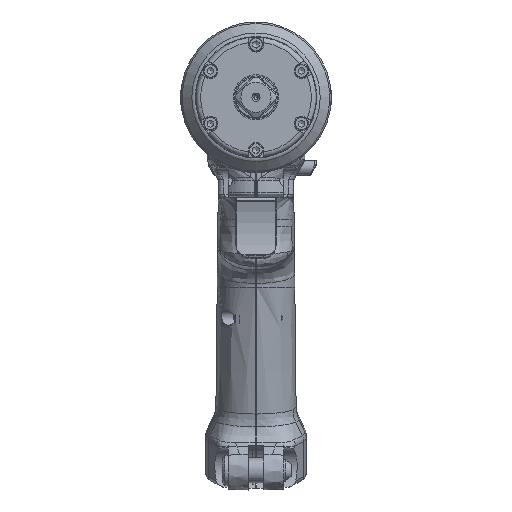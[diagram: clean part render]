
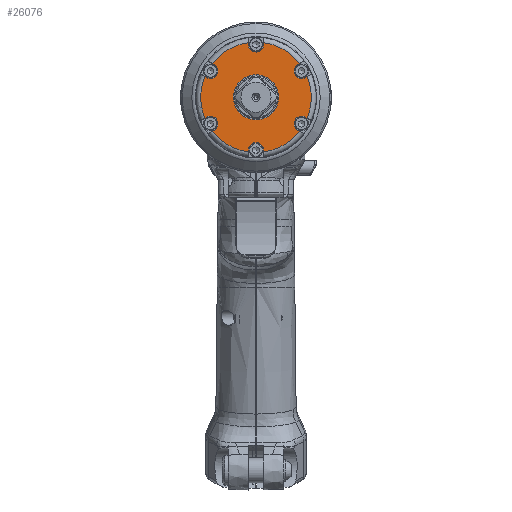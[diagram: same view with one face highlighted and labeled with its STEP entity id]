
A CAD part, left-side view. The second image highlights one B-rep face of the part: STEP entity #26076.
In plain terms, the highlighted planar face has unit normal (-1, 0, 0).
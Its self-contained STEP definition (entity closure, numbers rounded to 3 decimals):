
#1965=LINE('',#42356,#3574);
#1966=LINE('',#42360,#3575);
#1967=LINE('',#42364,#3576);
#1968=LINE('',#42368,#3577);
#1969=LINE('',#42372,#3578);
#1970=LINE('',#42376,#3579);
#1971=LINE('',#42380,#3580);
#1972=LINE('',#42384,#3581);
#1973=LINE('',#42388,#3582);
#1974=LINE('',#42392,#3583);
#1975=LINE('',#42396,#3584);
#1976=LINE('',#42400,#3585);
#3574=VECTOR('',#33536,10.);
#3575=VECTOR('',#33539,10.);
#3576=VECTOR('',#33542,10.);
#3577=VECTOR('',#33545,10.);
#3578=VECTOR('',#33548,10.);
#3579=VECTOR('',#33551,10.);
#3580=VECTOR('',#33554,10.);
#3581=VECTOR('',#33557,10.);
#3582=VECTOR('',#33560,10.);
#3583=VECTOR('',#33563,10.);
#3584=VECTOR('',#33566,10.);
#3585=VECTOR('',#33569,10.);
#4995=PLANE('',#28476);
#5926=FACE_BOUND('',#8694,.T.);
#6899=FACE_OUTER_BOUND('',#8693,.T.);
#8693=EDGE_LOOP('',(#20268,#20269,#20270,#20271,#20272,#20273,#20274,#20275,
#20276,#20277,#20278,#20279,#20280,#20281,#20282,#20283,#20284,#20285,#20286,
#20287,#20288,#20289,#20290,#20291));
#8694=EDGE_LOOP('',(#20292));
#10167=CIRCLE('',#28475,9.);
#10168=CIRCLE('',#28477,22.);
#10169=CIRCLE('',#28478,3.);
#10170=CIRCLE('',#28479,22.);
#10171=CIRCLE('',#28480,3.);
#10172=CIRCLE('',#28481,22.);
#10173=CIRCLE('',#28482,3.);
#10174=CIRCLE('',#28483,22.);
#10175=CIRCLE('',#28484,3.);
#10176=CIRCLE('',#28485,22.);
#10177=CIRCLE('',#28486,3.);
#10178=CIRCLE('',#28487,22.);
#10179=CIRCLE('',#28488,3.);
#11796=VERTEX_POINT('',#42351);
#11797=VERTEX_POINT('',#42354);
#11798=VERTEX_POINT('',#42355);
#11799=VERTEX_POINT('',#42357);
#11800=VERTEX_POINT('',#42359);
#11801=VERTEX_POINT('',#42361);
#11802=VERTEX_POINT('',#42363);
#11803=VERTEX_POINT('',#42365);
#11804=VERTEX_POINT('',#42367);
#11805=VERTEX_POINT('',#42369);
#11806=VERTEX_POINT('',#42371);
#11807=VERTEX_POINT('',#42373);
#11808=VERTEX_POINT('',#42375);
#11809=VERTEX_POINT('',#42377);
#11810=VERTEX_POINT('',#42379);
#11811=VERTEX_POINT('',#42381);
#11812=VERTEX_POINT('',#42383);
#11813=VERTEX_POINT('',#42385);
#11814=VERTEX_POINT('',#42387);
#11815=VERTEX_POINT('',#42389);
#11816=VERTEX_POINT('',#42391);
#11817=VERTEX_POINT('',#42393);
#11818=VERTEX_POINT('',#42395);
#11819=VERTEX_POINT('',#42397);
#11820=VERTEX_POINT('',#42399);
#14814=EDGE_CURVE('',#11796,#11796,#10167,.T.);
#14815=EDGE_CURVE('',#11797,#11798,#1965,.T.);
#14816=EDGE_CURVE('',#11799,#11798,#10168,.T.);
#14817=EDGE_CURVE('',#11799,#11800,#1966,.T.);
#14818=EDGE_CURVE('',#11800,#11801,#10169,.T.);
#14819=EDGE_CURVE('',#11801,#11802,#1967,.T.);
#14820=EDGE_CURVE('',#11803,#11802,#10170,.T.);
#14821=EDGE_CURVE('',#11803,#11804,#1968,.T.);
#14822=EDGE_CURVE('',#11804,#11805,#10171,.T.);
#14823=EDGE_CURVE('',#11805,#11806,#1969,.T.);
#14824=EDGE_CURVE('',#11807,#11806,#10172,.T.);
#14825=EDGE_CURVE('',#11807,#11808,#1970,.T.);
#14826=EDGE_CURVE('',#11808,#11809,#10173,.T.);
#14827=EDGE_CURVE('',#11809,#11810,#1971,.T.);
#14828=EDGE_CURVE('',#11811,#11810,#10174,.T.);
#14829=EDGE_CURVE('',#11811,#11812,#1972,.T.);
#14830=EDGE_CURVE('',#11812,#11813,#10175,.T.);
#14831=EDGE_CURVE('',#11813,#11814,#1973,.T.);
#14832=EDGE_CURVE('',#11815,#11814,#10176,.T.);
#14833=EDGE_CURVE('',#11815,#11816,#1974,.T.);
#14834=EDGE_CURVE('',#11816,#11817,#10177,.T.);
#14835=EDGE_CURVE('',#11817,#11818,#1975,.T.);
#14836=EDGE_CURVE('',#11819,#11818,#10178,.T.);
#14837=EDGE_CURVE('',#11819,#11820,#1976,.T.);
#14838=EDGE_CURVE('',#11820,#11797,#10179,.T.);
#20268=ORIENTED_EDGE('',*,*,#14815,.T.);
#20269=ORIENTED_EDGE('',*,*,#14816,.F.);
#20270=ORIENTED_EDGE('',*,*,#14817,.T.);
#20271=ORIENTED_EDGE('',*,*,#14818,.T.);
#20272=ORIENTED_EDGE('',*,*,#14819,.T.);
#20273=ORIENTED_EDGE('',*,*,#14820,.F.);
#20274=ORIENTED_EDGE('',*,*,#14821,.T.);
#20275=ORIENTED_EDGE('',*,*,#14822,.T.);
#20276=ORIENTED_EDGE('',*,*,#14823,.T.);
#20277=ORIENTED_EDGE('',*,*,#14824,.F.);
#20278=ORIENTED_EDGE('',*,*,#14825,.T.);
#20279=ORIENTED_EDGE('',*,*,#14826,.T.);
#20280=ORIENTED_EDGE('',*,*,#14827,.T.);
#20281=ORIENTED_EDGE('',*,*,#14828,.F.);
#20282=ORIENTED_EDGE('',*,*,#14829,.T.);
#20283=ORIENTED_EDGE('',*,*,#14830,.T.);
#20284=ORIENTED_EDGE('',*,*,#14831,.T.);
#20285=ORIENTED_EDGE('',*,*,#14832,.F.);
#20286=ORIENTED_EDGE('',*,*,#14833,.T.);
#20287=ORIENTED_EDGE('',*,*,#14834,.T.);
#20288=ORIENTED_EDGE('',*,*,#14835,.T.);
#20289=ORIENTED_EDGE('',*,*,#14836,.F.);
#20290=ORIENTED_EDGE('',*,*,#14837,.T.);
#20291=ORIENTED_EDGE('',*,*,#14838,.T.);
#20292=ORIENTED_EDGE('',*,*,#14814,.T.);
#26076=ADVANCED_FACE('',(#6899,#5926),#4995,.T.);
#28475=AXIS2_PLACEMENT_3D('',#42352,#33532,#33533);
#28476=AXIS2_PLACEMENT_3D('',#42353,#33534,#33535);
#28477=AXIS2_PLACEMENT_3D('',#42358,#33537,#33538);
#28478=AXIS2_PLACEMENT_3D('',#42362,#33540,#33541);
#28479=AXIS2_PLACEMENT_3D('',#42366,#33543,#33544);
#28480=AXIS2_PLACEMENT_3D('',#42370,#33546,#33547);
#28481=AXIS2_PLACEMENT_3D('',#42374,#33549,#33550);
#28482=AXIS2_PLACEMENT_3D('',#42378,#33552,#33553);
#28483=AXIS2_PLACEMENT_3D('',#42382,#33555,#33556);
#28484=AXIS2_PLACEMENT_3D('',#42386,#33558,#33559);
#28485=AXIS2_PLACEMENT_3D('',#42390,#33561,#33562);
#28486=AXIS2_PLACEMENT_3D('',#42394,#33564,#33565);
#28487=AXIS2_PLACEMENT_3D('',#42398,#33567,#33568);
#28488=AXIS2_PLACEMENT_3D('',#42401,#33570,#33571);
#33532=DIRECTION('center_axis',(1.,0.,0.));
#33533=DIRECTION('ref_axis',(0.,0.,
-1.));
#33534=DIRECTION('center_axis',(-1.,0.,0.));
#33535=DIRECTION('ref_axis',(0.,0.,1.));
#33536=DIRECTION('',(0.,0.866,0.5));
#33537=DIRECTION('center_axis',(1.,0.,0.));
#33538=DIRECTION('ref_axis',(0.,-1.,0.));
#33539=DIRECTION('',(0.,-0.866,0.5));
#33540=DIRECTION('center_axis',(1.,0.,0.));
#33541=DIRECTION('ref_axis',(0.,-0.5,-0.866));
#33542=DIRECTION('',(0.,0.866,-0.5));
#33543=DIRECTION('center_axis',(1.,0.,0.));
#33544=DIRECTION('ref_axis',(0.,-1.,0.));
#33545=DIRECTION('',(0.,0.,1.));
#33546=DIRECTION('center_axis',(1.,0.,0.));
#33547=DIRECTION('ref_axis',(0.,-1.,0.));
#33548=DIRECTION('',(0.,0.,-1.));
#33549=DIRECTION('center_axis',(1.,0.,0.));
#33550=DIRECTION('ref_axis',(0.,-1.,0.));
#33551=DIRECTION('',(0.,0.866,0.5));
#33552=DIRECTION('center_axis',(1.,0.,0.));
#33553=DIRECTION('ref_axis',(0.,-0.5,0.866));
#33554=DIRECTION('',(0.,-0.866,-0.5));
#33555=DIRECTION('center_axis',(1.,0.,0.));
#33556=DIRECTION('ref_axis',(0.,-1.,0.));
#33557=DIRECTION('',(0.,0.866,-0.5));
#33558=DIRECTION('center_axis',(1.,0.,0.));
#33559=DIRECTION('ref_axis',(0.,0.5,0.866));
#33560=DIRECTION('',(0.,-0.866,0.5));
#33561=DIRECTION('center_axis',(1.,0.,0.));
#33562=DIRECTION('ref_axis',(0.,-1.,0.));
#33563=DIRECTION('',(0.,0.,-1.));
#33564=DIRECTION('center_axis',(1.,0.,0.));
#33565=DIRECTION('ref_axis',(0.,1.,0.));
#33566=DIRECTION('',(0.,0.,1.));
#33567=DIRECTION('center_axis',(1.,0.,0.));
#33568=DIRECTION('ref_axis',(0.,-1.,0.));
#33569=DIRECTION('',(0.,-0.866,-0.5));
#33570=DIRECTION('center_axis',(1.,0.,0.));
#33571=DIRECTION('ref_axis',(0.,0.5,-0.866));
#42351=CARTESIAN_POINT('',(-116.,9.,0.));
#42352=CARTESIAN_POINT('Origin',(-116.,0.,0.));
#42353=CARTESIAN_POINT('Origin',(-116.,24.,0.));
#42354=CARTESIAN_POINT('',(-116.,19.691,7.904));
#42355=CARTESIAN_POINT('',(-116.,20.375,8.299));
#42356=CARTESIAN_POINT('',(-116.,19.595,7.849));
#42357=CARTESIAN_POINT('',(-116.,20.375,-8.299));
#42358=CARTESIAN_POINT('Origin',(-116.,0.,0.));
#42359=CARTESIAN_POINT('',(-116.,19.691,-7.904));
#42360=CARTESIAN_POINT('',(-116.,20.811,-8.551));
#42361=CARTESIAN_POINT('',(-116.,16.691,-13.101));
#42362=CARTESIAN_POINT('Origin',(-116.,18.191,-10.503));
#42363=CARTESIAN_POINT('',(-116.,17.375,-13.495));
#42364=CARTESIAN_POINT('',(-116.,16.595,-13.045));
#42365=CARTESIAN_POINT('',(-116.,3.,-21.794));
#42366=CARTESIAN_POINT('Origin',(-116.,0.,0.));
#42367=CARTESIAN_POINT('',(-116.,3.,-21.005));
#42368=CARTESIAN_POINT('',(-116.,3.,-11.906));
#42369=CARTESIAN_POINT('',(-116.,-3.,-21.005));
#42370=CARTESIAN_POINT('Origin',(-116.,0.,-21.005));
#42371=CARTESIAN_POINT('',(-116.,-3.,-21.794));
#42372=CARTESIAN_POINT('',(-116.,-3.,-10.503));
#42373=CARTESIAN_POINT('',(-116.,-17.375,-13.495));
#42374=CARTESIAN_POINT('Origin',(-116.,0.,0.));
#42375=CARTESIAN_POINT('',(-116.,-16.691,-13.101));
#42376=CARTESIAN_POINT('',(-116.,0.189,-3.355));
#42377=CARTESIAN_POINT('',(-116.,-19.691,-7.904));
#42378=CARTESIAN_POINT('Origin',(-116.,-18.191,-10.503));
#42379=CARTESIAN_POINT('',(-116.,-20.375,-8.299));
#42380=CARTESIAN_POINT('',(-116.,-1.595,2.543));
#42381=CARTESIAN_POINT('',(-116.,-20.375,8.299));
#42382=CARTESIAN_POINT('Origin',(-116.,0.,0.));
#42383=CARTESIAN_POINT('',(-116.,-19.691,7.904));
#42384=CARTESIAN_POINT('',(-116.,-2.811,-1.841));
#42385=CARTESIAN_POINT('',(-116.,-16.691,13.101));
#42386=CARTESIAN_POINT('Origin',(-116.,-18.191,10.503));
#42387=CARTESIAN_POINT('',(-116.,-17.375,13.495));
#42388=CARTESIAN_POINT('',(-116.,1.405,2.653));
#42389=CARTESIAN_POINT('',(-116.,-3.,21.794));
#42390=CARTESIAN_POINT('Origin',(-116.,0.,0.));
#42391=CARTESIAN_POINT('',(-116.,-3.,21.005));
#42392=CARTESIAN_POINT('',(-116.,-3.,11.906));
#42393=CARTESIAN_POINT('',(-116.,3.,21.005));
#42394=CARTESIAN_POINT('Origin',(-116.,0.,21.005));
#42395=CARTESIAN_POINT('',(-116.,3.,21.794));
#42396=CARTESIAN_POINT('',(-116.,3.,10.503));
#42397=CARTESIAN_POINT('',(-116.,17.375,13.495));
#42398=CARTESIAN_POINT('Origin',(-116.,0.,0.));
#42399=CARTESIAN_POINT('',(-116.,16.691,13.101));
#42400=CARTESIAN_POINT('',(-116.,17.811,13.747));
#42401=CARTESIAN_POINT('Origin',(-116.,18.191,10.503));
